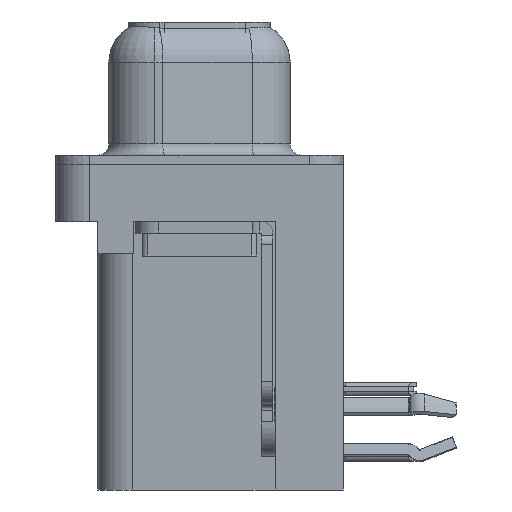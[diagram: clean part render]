
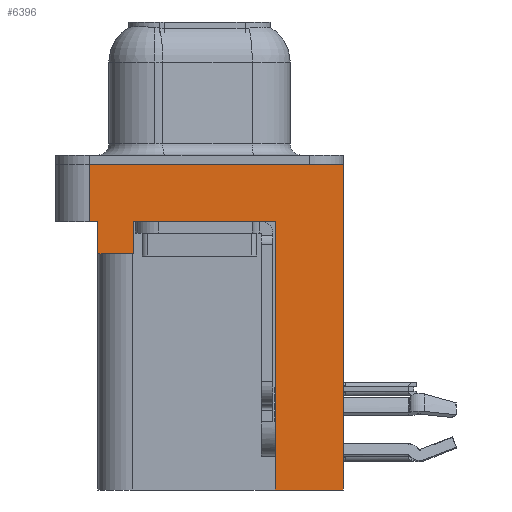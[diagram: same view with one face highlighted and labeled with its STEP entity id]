
A CAD part, left-side view. The second image highlights one B-rep face of the part: STEP entity #6396.
In plain terms, the highlighted planar face has unit normal (-1, 0, 0).
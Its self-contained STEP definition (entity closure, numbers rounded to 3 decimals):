
#359 = CARTESIAN_POINT ( 'NONE',  ( -2.91, -6.275, -2.5 ) ) ;
#383 = LINE ( 'NONE', #11432, #11313 ) ;
#777 = CARTESIAN_POINT ( 'NONE',  ( -2.91, 2.895, -3.9 ) ) ;
#1687 = VERTEX_POINT ( 'NONE', #18708 ) ;
#2176 = VECTOR ( 'NONE', #2887, 1000. ) ;
#2384 = CARTESIAN_POINT ( 'NONE',  ( -2.91, 2.895, -2.5 ) ) ;
#2762 = EDGE_CURVE ( 'NONE', #27762, #24695, #26488, .T. ) ;
#2887 = DIRECTION ( 'NONE',  ( 0., 1., 0. ) ) ;
#3327 = EDGE_CURVE ( 'NONE', #1687, #8913, #5239, .T. ) ;
#3376 = CARTESIAN_POINT ( 'NONE',  ( -2.91, -6.275, -2.5 ) ) ;
#3432 = LINE ( 'NONE', #359, #7202 ) ;
#3501 = VECTOR ( 'NONE', #25461, 1000. ) ;
#3798 = VECTOR ( 'NONE', #34908, 1000. ) ;
#4401 = CARTESIAN_POINT ( 'NONE',  ( -2.91, 4.425, -3.9 ) ) ;
#5239 = LINE ( 'NONE', #16306, #20511 ) ;
#5246 = CARTESIAN_POINT ( 'NONE',  ( -2.91, -3.295, -2.5 ) ) ;
#6251 = CARTESIAN_POINT ( 'NONE',  ( -2.91, -6.275, -14.2 ) ) ;
#6396 = ADVANCED_FACE ( 'NONE', ( #9974 ), #32078, .T. ) ;
#6693 = VERTEX_POINT ( 'NONE', #8506 ) ;
#7013 = LINE ( 'NONE', #23675, #13017 ) ;
#7075 = DIRECTION ( 'NONE',  ( -1., 0., 0. ) ) ;
#7202 = VECTOR ( 'NONE', #25511, 1000. ) ;
#7680 = VERTEX_POINT ( 'NONE', #27545 ) ;
#8506 = CARTESIAN_POINT ( 'NONE',  ( -2.91, 2.895, -3.9 ) ) ;
#8913 = VERTEX_POINT ( 'NONE', #23119 ) ;
#9024 = EDGE_CURVE ( 'NONE', #1687, #24695, #28206, .T. ) ;
#9613 = LINE ( 'NONE', #23557, #24373 ) ;
#9974 = FACE_OUTER_BOUND ( 'NONE', #10391, .T. ) ;
#10391 = EDGE_LOOP ( 'NONE', ( #28393, #18062, #18236, #22445, #28278, #23222, #27155, #11917, #12112, #26011 ) ) ;
#11313 = VECTOR ( 'NONE', #22668, 1000. ) ;
#11391 = CARTESIAN_POINT ( 'NONE',  ( -2.91, -6.275, 0. ) ) ;
#11432 = CARTESIAN_POINT ( 'NONE',  ( -2.91, -6.275, -2.5 ) ) ;
#11836 = DIRECTION ( 'NONE',  ( 0., 0., 1. ) ) ;
#11917 = ORIENTED_EDGE ( 'NONE', *, *, #25394, .F. ) ;
#12112 = ORIENTED_EDGE ( 'NONE', *, *, #34457, .F. ) ;
#12334 = CARTESIAN_POINT ( 'NONE',  ( -2.91, -6.275, -2.5 ) ) ;
#13017 = VECTOR ( 'NONE', #14137, 1000. ) ;
#14137 = DIRECTION ( 'NONE',  ( 0., 0., 1. ) ) ;
#14493 = LINE ( 'NONE', #26947, #3798 ) ;
#14576 = VERTEX_POINT ( 'NONE', #2384 ) ;
#14755 = EDGE_CURVE ( 'NONE', #8913, #16604, #9613, .T. ) ;
#16306 = CARTESIAN_POINT ( 'NONE',  ( -2.91, 4.775, -2.5 ) ) ;
#16604 = VERTEX_POINT ( 'NONE', #11391 ) ;
#18062 = ORIENTED_EDGE ( 'NONE', *, *, #3327, .F. ) ;
#18236 = ORIENTED_EDGE ( 'NONE', *, *, #9024, .T. ) ;
#18708 = CARTESIAN_POINT ( 'NONE',  ( -2.91, 4.775, -2.5 ) ) ;
#19488 = VERTEX_POINT ( 'NONE', #6251 ) ;
#20047 = AXIS2_PLACEMENT_3D ( 'NONE', #12334, #7075, #21210 ) ;
#20511 = VECTOR ( 'NONE', #24628, 1000. ) ;
#21210 = DIRECTION ( 'NONE',  ( 0., 0., 1. ) ) ;
#21376 = DIRECTION ( 'NONE',  ( 0., -1., 0. ) ) ;
#21451 = CARTESIAN_POINT ( 'NONE',  ( -2.91, 4.425, -2.5 ) ) ;
#22107 = LINE ( 'NONE', #24996, #2176 ) ;
#22445 = ORIENTED_EDGE ( 'NONE', *, *, #2762, .F. ) ;
#22668 = DIRECTION ( 'NONE',  ( 0., 0., 1. ) ) ;
#23119 = CARTESIAN_POINT ( 'NONE',  ( -2.91, 4.775, 0. ) ) ;
#23222 = ORIENTED_EDGE ( 'NONE', *, *, #27589, .T. ) ;
#23417 = CARTESIAN_POINT ( 'NONE',  ( -2.91, 4.425, -3.9 ) ) ;
#23557 = CARTESIAN_POINT ( 'NONE',  ( -2.91, -6.275, 0. ) ) ;
#23675 = CARTESIAN_POINT ( 'NONE',  ( -2.91, -3.295, -14.2 ) ) ;
#24373 = VECTOR ( 'NONE', #21376, 1000. ) ;
#24628 = DIRECTION ( 'NONE',  ( 0., 0., 1. ) ) ;
#24695 = VERTEX_POINT ( 'NONE', #21451 ) ;
#24996 = CARTESIAN_POINT ( 'NONE',  ( -2.91, -3.295, -14.2 ) ) ;
#25394 = EDGE_CURVE ( 'NONE', #7680, #28228, #7013, .T. ) ;
#25440 = EDGE_CURVE ( 'NONE', #19488, #16604, #383, .T. ) ;
#25461 = DIRECTION ( 'NONE',  ( 0., -1., 0. ) ) ;
#25491 = EDGE_CURVE ( 'NONE', #6693, #27762, #14493, .T. ) ;
#25511 = DIRECTION ( 'NONE',  ( 0., -1., 0. ) ) ;
#26011 = ORIENTED_EDGE ( 'NONE', *, *, #25440, .T. ) ;
#26488 = LINE ( 'NONE', #23417, #29688 ) ;
#26853 = DIRECTION ( 'NONE',  ( 0., 0., 1. ) ) ;
#26947 = CARTESIAN_POINT ( 'NONE',  ( -2.91, 4.425, -3.9 ) ) ;
#27155 = ORIENTED_EDGE ( 'NONE', *, *, #29397, .T. ) ;
#27545 = CARTESIAN_POINT ( 'NONE',  ( -2.91, -3.295, -14.2 ) ) ;
#27589 = EDGE_CURVE ( 'NONE', #6693, #14576, #31413, .T. ) ;
#27762 = VERTEX_POINT ( 'NONE', #4401 ) ;
#28206 = LINE ( 'NONE', #3376, #3501 ) ;
#28228 = VERTEX_POINT ( 'NONE', #5246 ) ;
#28278 = ORIENTED_EDGE ( 'NONE', *, *, #25491, .F. ) ;
#28393 = ORIENTED_EDGE ( 'NONE', *, *, #14755, .F. ) ;
#29397 = EDGE_CURVE ( 'NONE', #14576, #28228, #3432, .T. ) ;
#29688 = VECTOR ( 'NONE', #26853, 1000. ) ;
#31413 = LINE ( 'NONE', #777, #32272 ) ;
#32078 = PLANE ( 'NONE',  #20047 ) ;
#32272 = VECTOR ( 'NONE', #11836, 1000. ) ;
#34457 = EDGE_CURVE ( 'NONE', #19488, #7680, #22107, .T. ) ;
#34908 = DIRECTION ( 'NONE',  ( 0., 1., 0. ) ) ;
